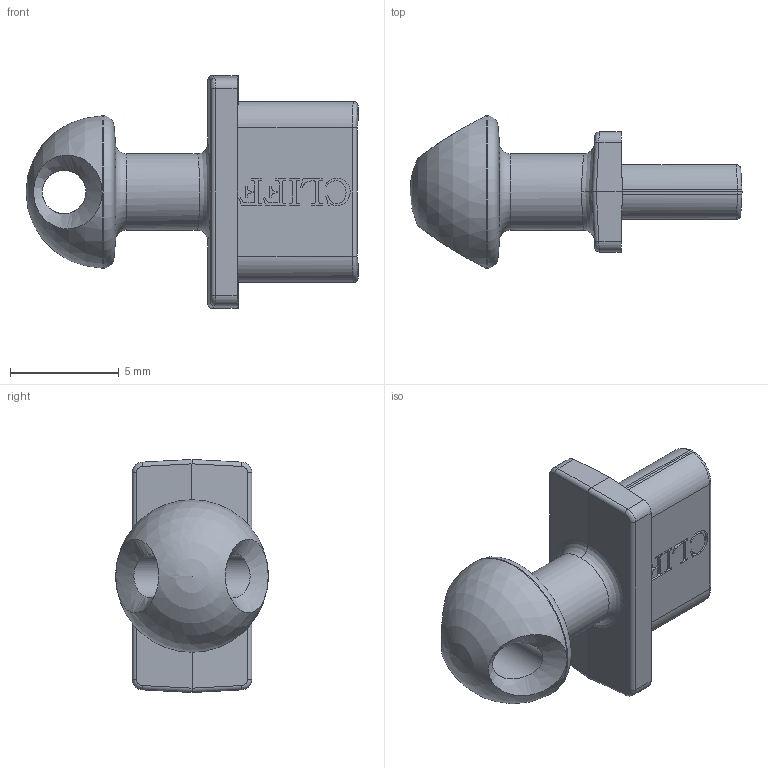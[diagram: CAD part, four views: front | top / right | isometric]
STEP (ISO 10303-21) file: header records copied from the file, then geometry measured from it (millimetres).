
FILE_DESCRIPTION(/* description */ (''),/* implementation_level */ '2;1');
FILE_NAME(/* name */ 'CP30295 USBC.stp',/* time_stamp */ '2024-06-14T11:49:34+01:00',/* author */ ('tottley'),/* organization */ (''),/* preprocessor_version */ 'ST-DEVELOPER v18.1',/* originating_system */ 'Autodesk Inventor 2022',/* authorisation */ '');
FILE_SCHEMA (('AUTOMOTIVE_DESIGN { 1 0 10303 214 3 1 1 }'));
Length unit declared in the file: millimetre
Products named in the file (1): CP30295 USBC
Bounding box: 15.25 x 7 x 10.7 mm (x, y, z)
Volume: 248.5 mm3; surface area: 443.5 mm2
Topology: 1 solids, 1 shells, 172 faces, 467 edges, 300 vertices
Faces by surface type: plane 98, bspline 46, cylinder 24, torus 2, cone 1, sphere 1
Full cylindrical faces by diameter (mm): 2 x1, 3.5 x1, 7 x1
Entity records: 6580 total; most frequent: CARTESIAN_POINT 2266, ORIENTED_EDGE 932, DIRECTION 701, EDGE_CURVE 466, LINE 327, VECTOR 327, VERTEX_POINT 300, AXIS2_PLACEMENT_3D 187
